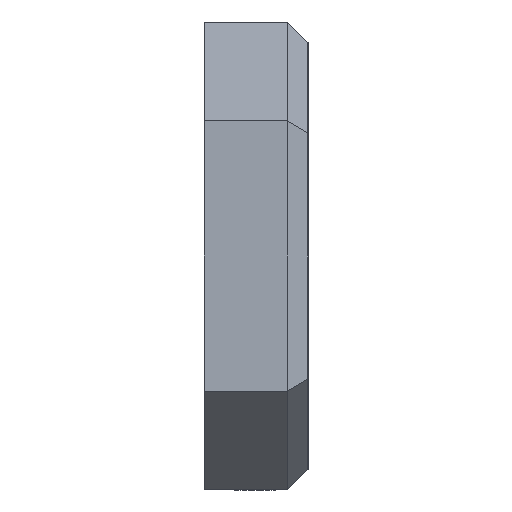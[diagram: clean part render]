
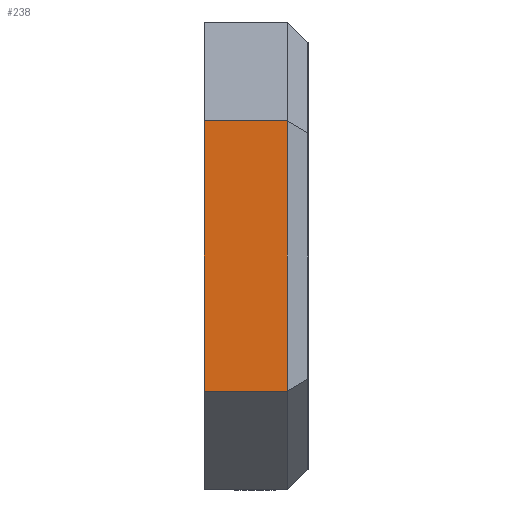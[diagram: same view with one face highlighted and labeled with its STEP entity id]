
A CAD part, left-side view. The second image highlights one B-rep face of the part: STEP entity #238.
In plain terms, the highlighted planar face has unit normal (-1, 0, 0).
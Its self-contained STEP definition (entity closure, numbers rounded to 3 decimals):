
#38 = CARTESIAN_POINT ( 'NONE',  ( -62.5, 10., -12.99 ) ) ;
#90 = DIRECTION ( 'NONE',  ( 0., -1., 0. ) ) ;
#107 = EDGE_CURVE ( 'NONE', #1435, #365, #2828, .T. ) ;
#163 = VECTOR ( 'NONE', #2026, 1000. ) ;
#215 = VECTOR ( 'NONE', #1390, 1000. ) ;
#238 = ADVANCED_FACE ( 'NONE', ( #3400 ), #1784, .T. ) ;
#353 = CARTESIAN_POINT ( 'NONE',  ( -62.5, 2., -12.99 ) ) ;
#356 = CARTESIAN_POINT ( 'NONE',  ( -62.5, 10., 0. ) ) ;
#365 = VERTEX_POINT ( 'NONE', #2701 ) ;
#410 = DIRECTION ( 'NONE',  ( -1., 0., 0. ) ) ;
#608 = LINE ( 'NONE', #38, #3426 ) ;
#675 = EDGE_CURVE ( 'NONE', #1435, #1642, #1715, .T. ) ;
#704 = CARTESIAN_POINT ( 'NONE',  ( -62.5, 2., 12.99 ) ) ;
#1029 = ORIENTED_EDGE ( 'NONE', *, *, #107, .T. ) ;
#1057 = EDGE_LOOP ( 'NONE', ( #1793, #1819, #2354, #1029 ) ) ;
#1309 = EDGE_CURVE ( 'NONE', #2491, #1642, #2894, .T. ) ;
#1390 = DIRECTION ( 'NONE',  ( 0., 0., -1. ) ) ;
#1435 = VERTEX_POINT ( 'NONE', #2421 ) ;
#1642 = VERTEX_POINT ( 'NONE', #3014 ) ;
#1674 = EDGE_CURVE ( 'NONE', #365, #2491, #608, .T. ) ;
#1715 = LINE ( 'NONE', #2873, #2444 ) ;
#1784 = PLANE ( 'NONE',  #2502 ) ;
#1793 = ORIENTED_EDGE ( 'NONE', *, *, #1674, .T. ) ;
#1819 = ORIENTED_EDGE ( 'NONE', *, *, #1309, .T. ) ;
#2026 = DIRECTION ( 'NONE',  ( 0., 0., 1. ) ) ;
#2354 = ORIENTED_EDGE ( 'NONE', *, *, #675, .F. ) ;
#2421 = CARTESIAN_POINT ( 'NONE',  ( -62.5, 10., 12.99 ) ) ;
#2444 = VECTOR ( 'NONE', #90, 1000. ) ;
#2491 = VERTEX_POINT ( 'NONE', #353 ) ;
#2502 = AXIS2_PLACEMENT_3D ( 'NONE', #2596, #410, #2882 ) ;
#2596 = CARTESIAN_POINT ( 'NONE',  ( -62.5, 10., 0. ) ) ;
#2701 = CARTESIAN_POINT ( 'NONE',  ( -62.5, 10., -12.99 ) ) ;
#2828 = LINE ( 'NONE', #356, #215 ) ;
#2873 = CARTESIAN_POINT ( 'NONE',  ( -62.5, 10., 12.99 ) ) ;
#2882 = DIRECTION ( 'NONE',  ( 0., 0., 1. ) ) ;
#2894 = LINE ( 'NONE', #704, #163 ) ;
#3014 = CARTESIAN_POINT ( 'NONE',  ( -62.5, 2., 12.99 ) ) ;
#3066 = DIRECTION ( 'NONE',  ( 0., -1., 0. ) ) ;
#3400 = FACE_OUTER_BOUND ( 'NONE', #1057, .T. ) ;
#3426 = VECTOR ( 'NONE', #3066, 1000. ) ;
